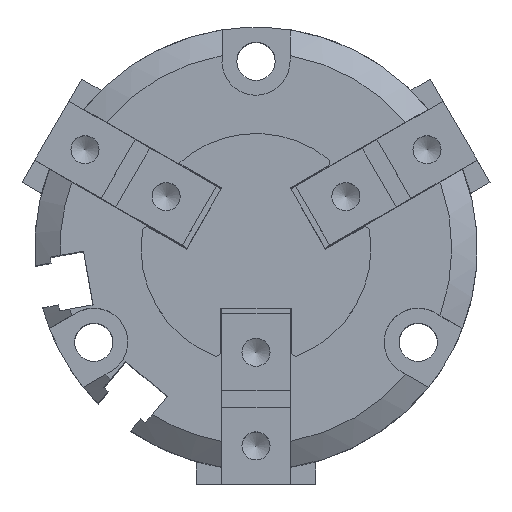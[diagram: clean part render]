
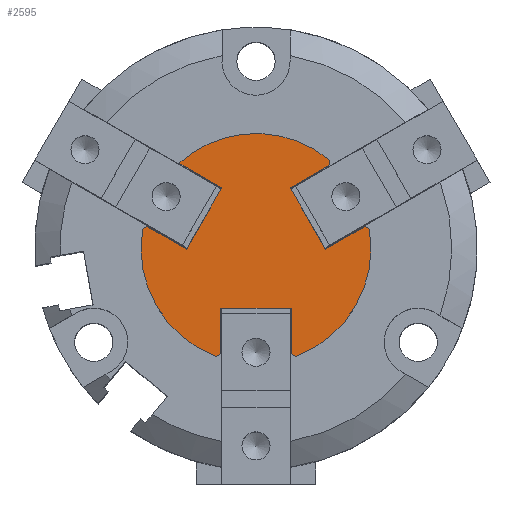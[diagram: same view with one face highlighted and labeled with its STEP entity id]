
A CAD part, top view. The second image highlights one B-rep face of the part: STEP entity #2595.
In plain terms, the highlighted planar face has unit normal (0, 0, 1).
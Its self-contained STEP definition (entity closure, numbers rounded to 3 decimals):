
#46=PLANE('',#2826);
#255=FACE_OUTER_BOUND('',#424,.T.);
#424=EDGE_LOOP('',(#2052,#2053,#2054,#2055,#2056,#2057,#2058,#2059,#2060,
#2061,#2062,#2063,#2064,#2065,#2066,#2067,#2068));
#551=LINE('',#3992,#804);
#554=LINE('',#3999,#807);
#565=LINE('',#4020,#818);
#570=LINE('',#4041,#823);
#573=LINE('',#4048,#826);
#583=LINE('',#4066,#836);
#596=LINE('',#4092,#849);
#599=LINE('',#4098,#852);
#608=LINE('',#4114,#861);
#804=VECTOR('',#3175,1000.);
#807=VECTOR('',#3180,1000.);
#818=VECTOR('',#3193,1000.);
#823=VECTOR('',#3218,1000.);
#826=VECTOR('',#3223,1000.);
#836=VECTOR('',#3235,1000.);
#849=VECTOR('',#3254,1000.);
#852=VECTOR('',#3259,1000.);
#861=VECTOR('',#3270,1000.);
#1087=CIRCLE('',#2776,0.5);
#1089=CIRCLE('',#2779,13.5);
#1091=CIRCLE('',#2782,13.5);
#1093=CIRCLE('',#2785,0.5);
#1095=CIRCLE('',#2791,0.5);
#1097=CIRCLE('',#2794,13.5);
#1099=CIRCLE('',#2797,0.5);
#1101=CIRCLE('',#2808,0.5);
#1214=VERTEX_POINT('',#3958);
#1215=VERTEX_POINT('',#3960);
#1218=VERTEX_POINT('',#3967);
#1219=VERTEX_POINT('',#3969);
#1221=VERTEX_POINT('',#3974);
#1223=VERTEX_POINT('',#3978);
#1225=VERTEX_POINT('',#3983);
#1227=VERTEX_POINT('',#3989);
#1230=VERTEX_POINT('',#3998);
#1239=VERTEX_POINT('',#4017);
#1241=VERTEX_POINT('',#4027);
#1243=VERTEX_POINT('',#4032);
#1245=VERTEX_POINT('',#4038);
#1248=VERTEX_POINT('',#4047);
#1265=VERTEX_POINT('',#4089);
#1267=VERTEX_POINT('',#4097);
#1273=VERTEX_POINT('',#4111);
#1473=EDGE_CURVE('',#1215,#1214,#1087,.T.);
#1477=EDGE_CURVE('',#1219,#1218,#1089,.T.);
#1482=EDGE_CURVE('',#1221,#1223,#1091,.T.);
#1485=EDGE_CURVE('',#1225,#1219,#1093,.T.);
#1488=EDGE_CURVE('',#1227,#1225,#551,.T.);
#1491=EDGE_CURVE('',#1230,#1227,#554,.T.);
#1502=EDGE_CURVE('',#1239,#1230,#565,.T.);
#1504=EDGE_CURVE('',#1223,#1239,#1095,.T.);
#1507=EDGE_CURVE('',#1214,#1241,#1097,.T.);
#1510=EDGE_CURVE('',#1243,#1221,#1099,.T.);
#1513=EDGE_CURVE('',#1245,#1243,#570,.T.);
#1516=EDGE_CURVE('',#1248,#1245,#573,.T.);
#1526=EDGE_CURVE('',#1241,#1248,#583,.T.);
#1539=EDGE_CURVE('',#1265,#1215,#596,.T.);
#1542=EDGE_CURVE('',#1267,#1265,#599,.T.);
#1551=EDGE_CURVE('',#1273,#1267,#608,.T.);
#1553=EDGE_CURVE('',#1218,#1273,#1101,.T.);
#2052=ORIENTED_EDGE('',*,*,#1510,.T.);
#2053=ORIENTED_EDGE('',*,*,#1482,.T.);
#2054=ORIENTED_EDGE('',*,*,#1504,.T.);
#2055=ORIENTED_EDGE('',*,*,#1502,.T.);
#2056=ORIENTED_EDGE('',*,*,#1491,.T.);
#2057=ORIENTED_EDGE('',*,*,#1488,.T.);
#2058=ORIENTED_EDGE('',*,*,#1485,.T.);
#2059=ORIENTED_EDGE('',*,*,#1477,.T.);
#2060=ORIENTED_EDGE('',*,*,#1553,.T.);
#2061=ORIENTED_EDGE('',*,*,#1551,.T.);
#2062=ORIENTED_EDGE('',*,*,#1542,.T.);
#2063=ORIENTED_EDGE('',*,*,#1539,.T.);
#2064=ORIENTED_EDGE('',*,*,#1473,.T.);
#2065=ORIENTED_EDGE('',*,*,#1507,.T.);
#2066=ORIENTED_EDGE('',*,*,#1526,.T.);
#2067=ORIENTED_EDGE('',*,*,#1516,.T.);
#2068=ORIENTED_EDGE('',*,*,#1513,.T.);
#2595=ADVANCED_FACE('',(#255),#46,.T.);
#2776=AXIS2_PLACEMENT_3D('',#3961,#3145,#3146);
#2779=AXIS2_PLACEMENT_3D('',#3970,#3153,#3154);
#2782=AXIS2_PLACEMENT_3D('',#3980,#3162,#3163);
#2785=AXIS2_PLACEMENT_3D('',#3986,#3169,#3170);
#2791=AXIS2_PLACEMENT_3D('',#4023,#3198,#3199);
#2794=AXIS2_PLACEMENT_3D('',#4029,#3205,#3206);
#2797=AXIS2_PLACEMENT_3D('',#4035,#3212,#3213);
#2808=AXIS2_PLACEMENT_3D('',#4117,#3275,#3276);
#2826=AXIS2_PLACEMENT_3D('',#4203,#3355,#3356);
#3145=DIRECTION('center_axis',(0.,0.,1.));
#3146=DIRECTION('ref_axis',(-1.,0.,0.));
#3153=DIRECTION('center_axis',(0.,0.,1.));
#3154=DIRECTION('ref_axis',(1.,0.,0.));
#3162=DIRECTION('center_axis',(0.,0.,1.));
#3163=DIRECTION('ref_axis',(1.,0.,0.));
#3169=DIRECTION('center_axis',(0.,0.,1.));
#3170=DIRECTION('ref_axis',(-1.,0.,0.));
#3175=DIRECTION('',(0.,-1.,0.));
#3180=DIRECTION('',(1.,0.,0.));
#3193=DIRECTION('',(0.,1.,0.));
#3198=DIRECTION('center_axis',(0.,0.,1.));
#3199=DIRECTION('ref_axis',(-1.,0.,0.));
#3205=DIRECTION('center_axis',(0.,0.,1.));
#3206=DIRECTION('ref_axis',(1.,0.,0.));
#3212=DIRECTION('center_axis',(0.,0.,1.));
#3213=DIRECTION('ref_axis',(1.,0.,0.));
#3218=DIRECTION('',(-0.866,0.5,0.));
#3223=DIRECTION('',(-0.5,-0.866,0.));
#3235=DIRECTION('',(0.866,-0.5,0.));
#3254=DIRECTION('',(0.866,0.5,0.));
#3259=DIRECTION('',(-0.5,0.866,0.));
#3270=DIRECTION('',(-0.866,-0.5,0.));
#3275=DIRECTION('center_axis',(0.,0.,1.));
#3276=DIRECTION('ref_axis',(-1.,0.,0.));
#3355=DIRECTION('center_axis',(0.,0.,1.));
#3356=DIRECTION('ref_axis',(1.,0.,0.));
#3958=CARTESIAN_POINT('',(7.389,13.525,0.8));
#3960=CARTESIAN_POINT('',(7.324,12.703,0.8));
#3961=CARTESIAN_POINT('Origin',(7.074,13.136,0.8));
#3967=CARTESIAN_POINT('',(12.218,5.161,0.8));
#3969=CARTESIAN_POINT('',(3.714,-9.567,0.8));
#3970=CARTESIAN_POINT('Origin',(-1.114,3.039,0.8));
#3974=CARTESIAN_POINT('',(-14.447,5.161,0.8));
#3978=CARTESIAN_POINT('',(-5.943,-9.567,0.8));
#3980=CARTESIAN_POINT('Origin',(-1.114,3.039,0.8));
#3983=CARTESIAN_POINT('',(3.036,-9.1,0.8));
#3986=CARTESIAN_POINT('Origin',(3.536,-9.1,0.8));
#3989=CARTESIAN_POINT('',(3.036,-3.997,0.8));
#3992=CARTESIAN_POINT('',(3.036,-9.1,0.8));
#3998=CARTESIAN_POINT('',(-5.264,-3.997,0.8));
#3999=CARTESIAN_POINT('',(-5.264,-3.997,0.8));
#4017=CARTESIAN_POINT('',(-5.264,-9.1,0.8));
#4020=CARTESIAN_POINT('',(-5.264,-9.1,0.8));
#4023=CARTESIAN_POINT('Origin',(-5.764,-9.1,0.8));
#4027=CARTESIAN_POINT('',(-10.165,13.057,0.8));
#4029=CARTESIAN_POINT('Origin',(-1.114,3.039,0.8));
#4032=CARTESIAN_POINT('',(-13.703,5.515,0.8));
#4035=CARTESIAN_POINT('Origin',(-13.953,5.082,0.8));
#4038=CARTESIAN_POINT('',(-9.283,2.964,0.8));
#4041=CARTESIAN_POINT('',(-13.703,5.515,0.8));
#4047=CARTESIAN_POINT('',(-5.133,10.152,0.8));
#4048=CARTESIAN_POINT('',(-5.133,10.152,0.8));
#4066=CARTESIAN_POINT('',(-10.165,13.057,0.8));
#4089=CARTESIAN_POINT('',(2.904,10.152,0.8));
#4092=CARTESIAN_POINT('',(7.324,12.703,0.8));
#4097=CARTESIAN_POINT('',(7.054,2.964,0.8));
#4098=CARTESIAN_POINT('',(7.054,2.964,0.8));
#4111=CARTESIAN_POINT('',(11.474,5.515,0.8));
#4114=CARTESIAN_POINT('',(11.474,5.515,0.8));
#4117=CARTESIAN_POINT('Origin',(11.724,5.082,0.8));
#4203=CARTESIAN_POINT('Origin',(-13.953,5.082,0.8));
